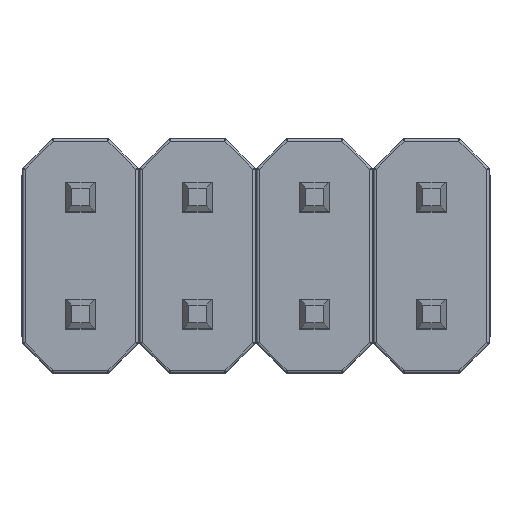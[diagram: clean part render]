
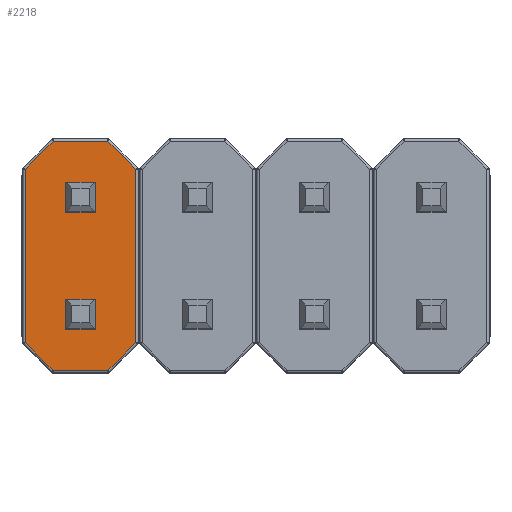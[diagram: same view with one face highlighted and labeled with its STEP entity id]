
A CAD part, top view. The second image highlights one B-rep face of the part: STEP entity #2218.
In plain terms, the highlighted planar face has unit normal (0, 0, 1).
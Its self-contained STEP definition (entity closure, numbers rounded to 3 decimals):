
#96=FACE_BOUND('',#390,.T.);
#97=FACE_BOUND('',#391,.T.);
#267=FACE_OUTER_BOUND('',#389,.T.);
#389=EDGE_LOOP('',(#1718,#1719,#1720,#1721,#1722,#1723,#1724,#1725));
#390=EDGE_LOOP('',(#1726,#1727,#1728,#1729,#1730,#1731,#1732,#1733,#1734,
#1735,#1736,#1737));
#391=EDGE_LOOP('',(#1738,#1739,#1740,#1741,#1742,#1743,#1744,#1745,#1746,
#1747,#1748,#1749));
#430=LINE('',#3175,#646);
#438=LINE('',#3193,#654);
#446=LINE('',#3211,#662);
#457=LINE('',#3241,#673);
#484=LINE('',#3310,#700);
#487=LINE('',#3316,#703);
#488=LINE('',#3318,#704);
#490=LINE('',#3321,#706);
#492=LINE('',#3325,#708);
#497=LINE('',#3334,#713);
#499=LINE('',#3340,#715);
#505=LINE('',#3352,#721);
#507=LINE('',#3358,#723);
#513=LINE('',#3370,#729);
#515=LINE('',#3375,#731);
#519=LINE('',#3382,#735);
#521=LINE('',#3387,#737);
#525=LINE('',#3394,#741);
#552=LINE('',#3517,#768);
#555=LINE('',#3549,#771);
#558=LINE('',#3572,#774);
#559=LINE('',#3580,#775);
#561=LINE('',#3583,#777);
#564=LINE('',#3589,#780);
#576=LINE('',#3607,#792);
#583=LINE('',#3618,#799);
#590=LINE('',#3631,#806);
#591=LINE('',#3632,#807);
#592=LINE('',#3633,#808);
#593=LINE('',#3634,#809);
#594=LINE('',#3635,#810);
#595=LINE('',#3636,#811);
#646=VECTOR('',#2529,10.);
#654=VECTOR('',#2541,10.);
#662=VECTOR('',#2553,10.);
#673=VECTOR('',#2580,10.);
#700=VECTOR('',#2657,10.);
#703=VECTOR('',#2662,10.);
#704=VECTOR('',#2665,10.);
#706=VECTOR('',#2669,10.);
#708=VECTOR('',#2673,10.);
#713=VECTOR('',#2680,10.);
#715=VECTOR('',#2684,10.);
#721=VECTOR('',#2692,10.);
#723=VECTOR('',#2696,10.);
#729=VECTOR('',#2704,10.);
#731=VECTOR('',#2708,10.);
#735=VECTOR('',#2714,10.);
#737=VECTOR('',#2718,10.);
#741=VECTOR('',#2724,10.);
#768=VECTOR('',#2855,10.);
#771=VECTOR('',#2894,10.);
#774=VECTOR('',#2923,10.);
#775=VECTOR('',#2934,10.);
#777=VECTOR('',#2938,10.);
#780=VECTOR('',#2947,10.);
#792=VECTOR('',#2971,10.);
#799=VECTOR('',#2986,10.);
#806=VECTOR('',#3005,10.);
#807=VECTOR('',#3006,10.);
#808=VECTOR('',#3007,10.);
#809=VECTOR('',#3008,10.);
#810=VECTOR('',#3009,10.);
#811=VECTOR('',#3010,10.);
#862=VERTEX_POINT('',#3173);
#863=VERTEX_POINT('',#3174);
#870=VERTEX_POINT('',#3191);
#871=VERTEX_POINT('',#3192);
#878=VERTEX_POINT('',#3209);
#879=VERTEX_POINT('',#3210);
#884=VERTEX_POINT('',#3224);
#890=VERTEX_POINT('',#3240);
#907=VERTEX_POINT('',#3308);
#909=VERTEX_POINT('',#3314);
#910=VERTEX_POINT('',#3324);
#913=VERTEX_POINT('',#3332);
#914=VERTEX_POINT('',#3336);
#916=VERTEX_POINT('',#3339);
#919=VERTEX_POINT('',#3346);
#921=VERTEX_POINT('',#3350);
#922=VERTEX_POINT('',#3354);
#924=VERTEX_POINT('',#3357);
#927=VERTEX_POINT('',#3364);
#929=VERTEX_POINT('',#3368);
#930=VERTEX_POINT('',#3372);
#933=VERTEX_POINT('',#3379);
#934=VERTEX_POINT('',#3384);
#937=VERTEX_POINT('',#3391);
#970=VERTEX_POINT('',#3485);
#975=VERTEX_POINT('',#3498);
#981=VERTEX_POINT('',#3512);
#987=VERTEX_POINT('',#3532);
#992=VERTEX_POINT('',#3545);
#997=VERTEX_POINT('',#3561);
#999=VERTEX_POINT('',#3567);
#1001=VERTEX_POINT('',#3576);
#1038=EDGE_CURVE('',#862,#863,#430,.T.);
#1046=EDGE_CURVE('',#870,#871,#438,.T.);
#1054=EDGE_CURVE('',#878,#879,#446,.T.);
#1070=EDGE_CURVE('',#890,#884,#457,.T.);
#1108=EDGE_CURVE('',#884,#907,#484,.T.);
#1111=EDGE_CURVE('',#863,#909,#487,.T.);
#1112=EDGE_CURVE('',#907,#862,#488,.T.);
#1114=EDGE_CURVE('',#909,#870,#490,.T.);
#1116=EDGE_CURVE('',#910,#878,#492,.T.);
#1121=EDGE_CURVE('',#879,#913,#497,.T.);
#1123=EDGE_CURVE('',#916,#914,#499,.T.);
#1129=EDGE_CURVE('',#919,#921,#505,.T.);
#1131=EDGE_CURVE('',#924,#922,#507,.T.);
#1137=EDGE_CURVE('',#927,#929,#513,.T.);
#1139=EDGE_CURVE('',#929,#930,#515,.T.);
#1143=EDGE_CURVE('',#933,#916,#519,.T.);
#1145=EDGE_CURVE('',#921,#934,#521,.T.);
#1149=EDGE_CURVE('',#937,#924,#525,.T.);
#1208=EDGE_CURVE('',#970,#981,#552,.T.);
#1223=EDGE_CURVE('',#981,#992,#555,.T.);
#1235=EDGE_CURVE('',#992,#999,#558,.T.);
#1239=EDGE_CURVE('',#999,#1001,#559,.T.);
#1241=EDGE_CURVE('',#1001,#997,#561,.T.);
#1244=EDGE_CURVE('',#997,#987,#564,.T.);
#1256=EDGE_CURVE('',#987,#975,#576,.T.);
#1263=EDGE_CURVE('',#975,#970,#583,.T.);
#1270=EDGE_CURVE('',#871,#910,#590,.T.);
#1271=EDGE_CURVE('',#913,#890,#591,.T.);
#1272=EDGE_CURVE('',#933,#930,#592,.T.);
#1273=EDGE_CURVE('',#919,#914,#593,.T.);
#1274=EDGE_CURVE('',#937,#934,#594,.T.);
#1275=EDGE_CURVE('',#927,#922,#595,.T.);
#1718=ORIENTED_EDGE('',*,*,#1208,.F.);
#1719=ORIENTED_EDGE('',*,*,#1263,.F.);
#1720=ORIENTED_EDGE('',*,*,#1256,.F.);
#1721=ORIENTED_EDGE('',*,*,#1244,.F.);
#1722=ORIENTED_EDGE('',*,*,#1241,.F.);
#1723=ORIENTED_EDGE('',*,*,#1239,.F.);
#1724=ORIENTED_EDGE('',*,*,#1235,.F.);
#1725=ORIENTED_EDGE('',*,*,#1223,.F.);
#1726=ORIENTED_EDGE('',*,*,#1112,.T.);
#1727=ORIENTED_EDGE('',*,*,#1038,.T.);
#1728=ORIENTED_EDGE('',*,*,#1111,.T.);
#1729=ORIENTED_EDGE('',*,*,#1114,.T.);
#1730=ORIENTED_EDGE('',*,*,#1046,.T.);
#1731=ORIENTED_EDGE('',*,*,#1270,.T.);
#1732=ORIENTED_EDGE('',*,*,#1116,.T.);
#1733=ORIENTED_EDGE('',*,*,#1054,.T.);
#1734=ORIENTED_EDGE('',*,*,#1121,.T.);
#1735=ORIENTED_EDGE('',*,*,#1271,.T.);
#1736=ORIENTED_EDGE('',*,*,#1070,.T.);
#1737=ORIENTED_EDGE('',*,*,#1108,.T.);
#1738=ORIENTED_EDGE('',*,*,#1139,.T.);
#1739=ORIENTED_EDGE('',*,*,#1272,.F.);
#1740=ORIENTED_EDGE('',*,*,#1143,.T.);
#1741=ORIENTED_EDGE('',*,*,#1123,.T.);
#1742=ORIENTED_EDGE('',*,*,#1273,.F.);
#1743=ORIENTED_EDGE('',*,*,#1129,.T.);
#1744=ORIENTED_EDGE('',*,*,#1145,.T.);
#1745=ORIENTED_EDGE('',*,*,#1274,.F.);
#1746=ORIENTED_EDGE('',*,*,#1149,.T.);
#1747=ORIENTED_EDGE('',*,*,#1131,.T.);
#1748=ORIENTED_EDGE('',*,*,#1275,.F.);
#1749=ORIENTED_EDGE('',*,*,#1137,.T.);
#1981=PLANE('',#2464);
#2218=ADVANCED_FACE('',(#267,#96,#97),#1981,.T.);
#2464=AXIS2_PLACEMENT_3D('',#3630,#3003,#3004);
#2529=DIRECTION('',(0.,-1.,0.));
#2541=DIRECTION('',(-1.,0.,0.));
#2553=DIRECTION('',(0.,1.,0.));
#2580=DIRECTION('',(1.,0.,0.));
#2657=DIRECTION('',(1.,0.,0.));
#2662=DIRECTION('',(0.,-1.,0.));
#2665=DIRECTION('',(0.,-1.,0.));
#2669=DIRECTION('',(-1.,0.,0.));
#2673=DIRECTION('',(0.,1.,0.));
#2680=DIRECTION('',(0.,1.,0.));
#2684=DIRECTION('',(1.,0.,0.));
#2692=DIRECTION('',(1.,0.,0.));
#2696=DIRECTION('',(-1.,0.,0.));
#2704=DIRECTION('',(-1.,0.,0.));
#2708=DIRECTION('',(0.,1.,0.));
#2714=DIRECTION('',(0.,1.,0.));
#2718=DIRECTION('',(0.,-1.,0.));
#2724=DIRECTION('',(0.,-1.,0.));
#2855=DIRECTION('',(0.707,0.707,0.));
#2894=DIRECTION('',(1.,0.,0.));
#2923=DIRECTION('',(0.707,-0.707,0.));
#2934=DIRECTION('',(0.,-1.,0.));
#2938=DIRECTION('',(-0.707,-0.707,0.));
#2947=DIRECTION('',(-1.,0.,0.));
#2971=DIRECTION('',(-0.707,0.707,0.));
#2986=DIRECTION('',(0.,1.,0.));
#3003=DIRECTION('center_axis',(0.,0.,
1.));
#3004=DIRECTION('ref_axis',(1.,0.,0.));
#3005=DIRECTION('',(-1.,0.,0.));
#3006=DIRECTION('',(1.,0.,0.));
#3007=DIRECTION('',(0.,-1.,0.));
#3008=DIRECTION('',(-1.,0.,0.));
#3009=DIRECTION('',(0.,1.,0.));
#3010=DIRECTION('',(1.,0.,0.));
#3173=CARTESIAN_POINT('',(0.32,2.832,2.5));
#3174=CARTESIAN_POINT('',(0.32,2.243,2.5));
#3175=CARTESIAN_POINT('',(0.32,2.063,2.5));
#3191=CARTESIAN_POINT('',(0.295,2.218,2.5));
#3192=CARTESIAN_POINT('',(-0.295,2.218,2.5));
#3193=CARTESIAN_POINT('',(0.16,2.218,2.5));
#3209=CARTESIAN_POINT('',(-0.32,2.243,2.5));
#3210=CARTESIAN_POINT('',(-0.32,2.832,2.5));
#3211=CARTESIAN_POINT('',(-0.32,1.743,2.5));
#3224=CARTESIAN_POINT('',(0.295,2.858,2.5));
#3240=CARTESIAN_POINT('',(-0.295,2.858,2.5));
#3241=CARTESIAN_POINT('',(-0.16,2.858,2.5));
#3308=CARTESIAN_POINT('',(0.32,2.858,2.5));
#3310=CARTESIAN_POINT('',(-0.16,2.858,2.5));
#3314=CARTESIAN_POINT('',(0.32,2.218,2.5));
#3316=CARTESIAN_POINT('',(0.32,2.063,2.5));
#3318=CARTESIAN_POINT('',(0.32,2.063,2.5));
#3321=CARTESIAN_POINT('',(0.16,2.218,2.5));
#3324=CARTESIAN_POINT('',(-0.32,2.218,2.5));
#3325=CARTESIAN_POINT('',(-0.32,1.743,2.5));
#3332=CARTESIAN_POINT('',(-0.32,2.858,2.5));
#3334=CARTESIAN_POINT('',(-0.32,1.743,2.5));
#3336=CARTESIAN_POINT('',(-0.295,0.318,2.5));
#3339=CARTESIAN_POINT('',(-0.32,0.317,2.5));
#3340=CARTESIAN_POINT('',(-0.16,0.317,2.5));
#3346=CARTESIAN_POINT('',(0.295,0.317,2.5));
#3350=CARTESIAN_POINT('',(0.32,0.317,2.5));
#3352=CARTESIAN_POINT('',(-0.16,0.317,2.5));
#3354=CARTESIAN_POINT('',(0.295,-0.323,2.5));
#3357=CARTESIAN_POINT('',(0.32,-0.323,2.5));
#3358=CARTESIAN_POINT('',(0.16,-0.323,2.5));
#3364=CARTESIAN_POINT('',(-0.295,-0.323,2.5));
#3368=CARTESIAN_POINT('',(-0.32,-0.323,2.5));
#3370=CARTESIAN_POINT('',(0.16,-0.323,2.5));
#3372=CARTESIAN_POINT('',(-0.32,-0.297,2.5));
#3375=CARTESIAN_POINT('',(-0.32,0.472,2.5));
#3379=CARTESIAN_POINT('',(-0.32,0.292,2.5));
#3382=CARTESIAN_POINT('',(-0.32,0.472,2.5));
#3384=CARTESIAN_POINT('',(0.32,0.292,2.5));
#3387=CARTESIAN_POINT('',(0.32,0.792,2.5));
#3391=CARTESIAN_POINT('',(0.32,-0.297,2.5));
#3394=CARTESIAN_POINT('',(0.32,0.792,2.5));
#3485=CARTESIAN_POINT('',(-1.2,3.152,2.5));
#3498=CARTESIAN_POINT('',(-1.2,-0.617,2.5));
#3512=CARTESIAN_POINT('',(-0.594,3.758,2.5));
#3517=CARTESIAN_POINT('',(-1.22,3.132,2.5));
#3532=CARTESIAN_POINT('',(-0.594,-1.223,2.5));
#3545=CARTESIAN_POINT('',(0.594,3.758,2.5));
#3549=CARTESIAN_POINT('',(0.625,3.758,2.5));
#3561=CARTESIAN_POINT('',(0.594,-1.223,2.5));
#3567=CARTESIAN_POINT('',(1.2,3.152,2.5));
#3572=CARTESIAN_POINT('',(1.22,3.132,2.5));
#3576=CARTESIAN_POINT('',(1.2,-0.617,2.5));
#3580=CARTESIAN_POINT('',(1.2,-0.003,2.5));
#3583=CARTESIAN_POINT('',(1.22,-0.597,2.5));
#3589=CARTESIAN_POINT('',(-0.625,-1.223,2.5));
#3607=CARTESIAN_POINT('',(-1.22,-0.597,2.5));
#3618=CARTESIAN_POINT('',(-1.2,2.538,2.5));
#3630=CARTESIAN_POINT('Origin',(0.,1.268,2.5));
#3631=CARTESIAN_POINT('',(0.16,2.218,2.5));
#3632=CARTESIAN_POINT('',(-0.16,2.858,2.5));
#3633=CARTESIAN_POINT('',(-0.32,0.632,2.5));
#3634=CARTESIAN_POINT('',(0.,0.318,2.5));
#3635=CARTESIAN_POINT('',(0.32,0.632,2.5));
#3636=CARTESIAN_POINT('',(0.,-0.323,2.5));
